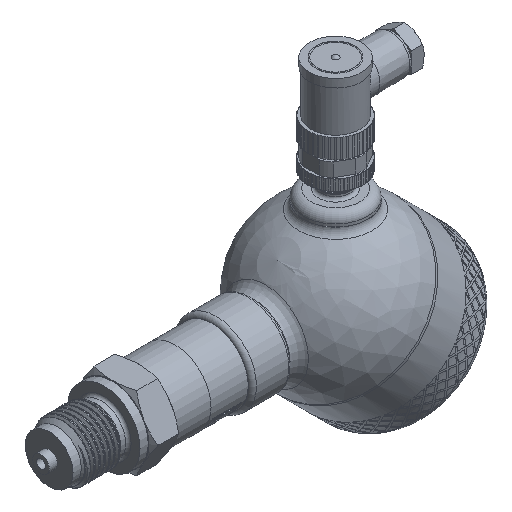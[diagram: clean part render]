
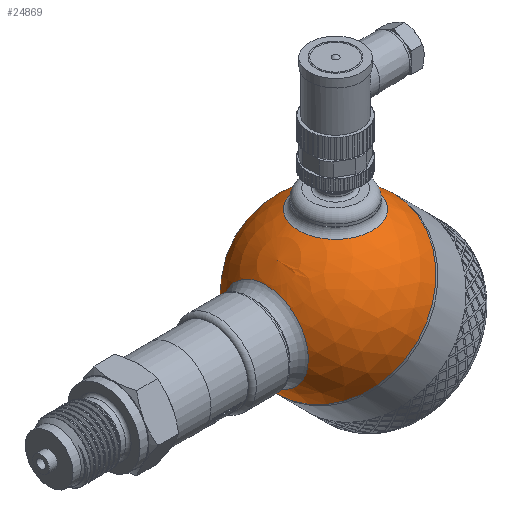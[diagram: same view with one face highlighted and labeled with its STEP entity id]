
A CAD part, isometric view. The second image highlights one B-rep face of the part: STEP entity #24869.
In plain terms, the highlighted spherical face has radius 30 mm.
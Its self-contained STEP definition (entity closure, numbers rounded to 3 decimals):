
#36=SPHERICAL_SURFACE('',#26376,30.);
#92=FACE_BOUND('',#3370,.T.);
#93=FACE_BOUND('',#3371,.T.);
#1746=FACE_OUTER_BOUND('',#3369,.T.);
#3369=EDGE_LOOP('',(#17847,#17848,#17849,#17850));
#3370=EDGE_LOOP('',(#17851));
#3371=EDGE_LOOP('',(#17852));
#4854=CIRCLE('',#26298,30.);
#4855=CIRCLE('',#26299,30.);
#4882=CIRCLE('',#26372,13.5);
#4885=CIRCLE('',#26377,30.);
#4886=CIRCLE('',#26378,15.643);
#9503=VERTEX_POINT('',#35912);
#9504=VERTEX_POINT('',#35914);
#10003=VERTEX_POINT('',#42301);
#10005=VERTEX_POINT('',#42308);
#10006=VERTEX_POINT('',#42310);
#12188=EDGE_CURVE('',#9503,#9504,#4854,.T.);
#12189=EDGE_CURVE('',#9504,#9503,#4855,.T.);
#12940=EDGE_CURVE('',#10003,#10003,#4882,.T.);
#12943=EDGE_CURVE('',#9504,#10005,#4885,.T.);
#12944=EDGE_CURVE('',#10006,#10006,#4886,.T.);
#17847=ORIENTED_EDGE('',*,*,#12189,.F.);
#17848=ORIENTED_EDGE('',*,*,#12943,.T.);
#17849=ORIENTED_EDGE('',*,*,#12943,.F.);
#17850=ORIENTED_EDGE('',*,*,#12188,.F.);
#17851=ORIENTED_EDGE('',*,*,#12944,.F.);
#17852=ORIENTED_EDGE('',*,*,#12940,.F.);
#24869=ADVANCED_FACE('',(#1746,#92,#93),#36,.T.);
#26298=AXIS2_PLACEMENT_3D('',#35915,#27930,#27931);
#26299=AXIS2_PLACEMENT_3D('',#35916,#27932,#27933);
#26372=AXIS2_PLACEMENT_3D('',#42302,#28342,#28343);
#26376=AXIS2_PLACEMENT_3D('',#42307,#28350,#28351);
#26377=AXIS2_PLACEMENT_3D('',#42309,#28352,#28353);
#26378=AXIS2_PLACEMENT_3D('',#42311,#28354,#28355);
#27930=DIRECTION('center_axis',(1.,0.,0.));
#27931=DIRECTION('ref_axis',(0.,1.,0.));
#27932=DIRECTION('center_axis',(1.,0.,0.));
#27933=DIRECTION('ref_axis',(0.,1.,0.));
#28342=DIRECTION('center_axis',(-0.707,0.,-0.707));
#28343=DIRECTION('ref_axis',(-0.707,0.,0.707));
#28350=DIRECTION('center_axis',(1.,0.,0.));
#28351=DIRECTION('ref_axis',(0.,-1.,0.));
#28352=DIRECTION('center_axis',(0.,0.,1.));
#28353=DIRECTION('ref_axis',(0.,1.,0.));
#28354=DIRECTION('center_axis',(-0.707,0.,0.707));
#28355=DIRECTION('ref_axis',(0.707,0.,0.707));
#35912=CARTESIAN_POINT('',(0.,-30.,0.));
#35914=CARTESIAN_POINT('',(0.,30.,0.));
#35915=CARTESIAN_POINT('Origin',(0.,0.,0.));
#35916=CARTESIAN_POINT('Origin',(0.,0.,0.));
#42301=CARTESIAN_POINT('',(-9.398,0.,-28.49));
#42302=CARTESIAN_POINT('Origin',(-18.944,0.,-18.944));
#42307=CARTESIAN_POINT('Origin',(0.,0.,0.));
#42308=CARTESIAN_POINT('',(-30.,0.,0.));
#42309=CARTESIAN_POINT('Origin',(0.,0.,0.));
#42310=CARTESIAN_POINT('',(-29.162,0.,7.04));
#42311=CARTESIAN_POINT('Origin',(-18.101,0.,18.101));
